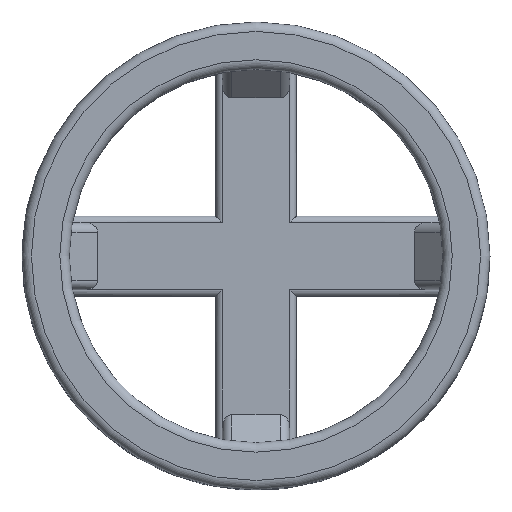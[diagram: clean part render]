
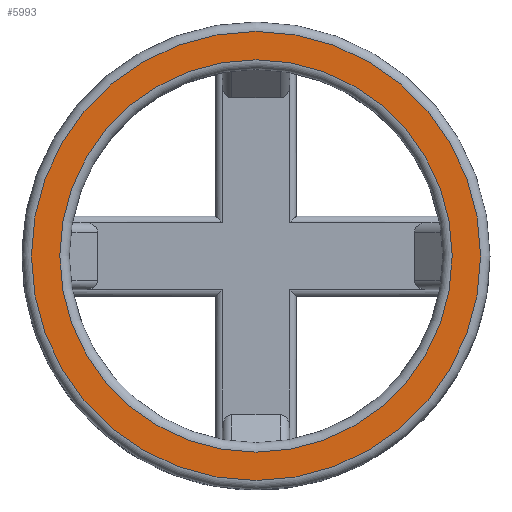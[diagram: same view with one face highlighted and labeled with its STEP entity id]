
A CAD part, top view. The second image highlights one B-rep face of the part: STEP entity #5993.
In plain terms, the highlighted planar face has unit normal (0, 0, 1).
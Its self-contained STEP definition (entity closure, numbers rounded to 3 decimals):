
#459 = TOROIDAL_SURFACE('',#460,20.75,1.);
#460 = AXIS2_PLACEMENT_3D('',#461,#462,#463);
#461 = CARTESIAN_POINT('',(0.,0.,21.));
#462 = DIRECTION('',(0.,0.,1.));
#463 = DIRECTION('',(1.,0.,-0.));
#4477 = VERTEX_POINT('',#4478);
#4478 = CARTESIAN_POINT('',(20.75,0.,22.));
#4498 = EDGE_CURVE('',#4477,#4477,#4499,.T.);
#4499 = SURFACE_CURVE('',#4500,(#4505,#4512),.PCURVE_S1.);
#4500 = CIRCLE('',#4501,20.75);
#4501 = AXIS2_PLACEMENT_3D('',#4502,#4503,#4504);
#4502 = CARTESIAN_POINT('',(0.,0.,22.));
#4503 = DIRECTION('',(0.,0.,1.));
#4504 = DIRECTION('',(1.,0.,-0.));
#4505 = PCURVE('',#459,#4506);
#4506 = DEFINITIONAL_REPRESENTATION('',(#4507),#4511);
#4507 = LINE('',#4508,#4509);
#4508 = CARTESIAN_POINT('',(0.,1.571));
#4509 = VECTOR('',#4510,1.);
#4510 = DIRECTION('',(1.,0.));
#4511 = ( GEOMETRIC_REPRESENTATION_CONTEXT(2) 
PARAMETRIC_REPRESENTATION_CONTEXT() REPRESENTATION_CONTEXT('2D SPACE',''
  ) );
#4512 = PCURVE('',#4513,#4518);
#4513 = PLANE('',#4514);
#4514 = AXIS2_PLACEMENT_3D('',#4515,#4516,#4517);
#4515 = CARTESIAN_POINT('',(0.,0.,22.)
  );
#4516 = DIRECTION('',(0.,0.,1.));
#4517 = DIRECTION('',(1.,0.,-0.));
#4518 = DEFINITIONAL_REPRESENTATION('',(#4519),#4523);
#4519 = CIRCLE('',#4520,20.75);
#4520 = AXIS2_PLACEMENT_2D('',#4521,#4522);
#4521 = CARTESIAN_POINT('',(0.,0.));
#4522 = DIRECTION('',(1.,0.));
#4523 = ( GEOMETRIC_REPRESENTATION_CONTEXT(2) 
PARAMETRIC_REPRESENTATION_CONTEXT() REPRESENTATION_CONTEXT('2D SPACE',''
  ) );
#5993 = ADVANCED_FACE('',(#5994,#6025),#4513,.T.);
#5994 = FACE_BOUND('',#5995,.T.);
#5995 = EDGE_LOOP('',(#5996));
#5996 = ORIENTED_EDGE('',*,*,#5997,.T.);
#5997 = EDGE_CURVE('',#5998,#5998,#6000,.T.);
#5998 = VERTEX_POINT('',#5999);
#5999 = CARTESIAN_POINT('',(23.75,0.,22.));
#6000 = SURFACE_CURVE('',#6001,(#6006,#6013),.PCURVE_S1.);
#6001 = CIRCLE('',#6002,23.75);
#6002 = AXIS2_PLACEMENT_3D('',#6003,#6004,#6005);
#6003 = CARTESIAN_POINT('',(0.,0.,22.));
#6004 = DIRECTION('',(0.,0.,1.));
#6005 = DIRECTION('',(1.,0.,-0.));
#6006 = PCURVE('',#4513,#6007);
#6007 = DEFINITIONAL_REPRESENTATION('',(#6008),#6012);
#6008 = CIRCLE('',#6009,23.75);
#6009 = AXIS2_PLACEMENT_2D('',#6010,#6011);
#6010 = CARTESIAN_POINT('',(0.,0.));
#6011 = DIRECTION('',(1.,0.));
#6012 = ( GEOMETRIC_REPRESENTATION_CONTEXT(2) 
PARAMETRIC_REPRESENTATION_CONTEXT() REPRESENTATION_CONTEXT('2D SPACE',''
  ) );
#6013 = PCURVE('',#6014,#6019);
#6014 = TOROIDAL_SURFACE('',#6015,23.75,1.);
#6015 = AXIS2_PLACEMENT_3D('',#6016,#6017,#6018);
#6016 = CARTESIAN_POINT('',(0.,0.,21.));
#6017 = DIRECTION('',(0.,0.,1.));
#6018 = DIRECTION('',(1.,0.,-0.));
#6019 = DEFINITIONAL_REPRESENTATION('',(#6020),#6024);
#6020 = LINE('',#6021,#6022);
#6021 = CARTESIAN_POINT('',(0.,1.571));
#6022 = VECTOR('',#6023,1.);
#6023 = DIRECTION('',(1.,0.));
#6024 = ( GEOMETRIC_REPRESENTATION_CONTEXT(2) 
PARAMETRIC_REPRESENTATION_CONTEXT() REPRESENTATION_CONTEXT('2D SPACE',''
  ) );
#6025 = FACE_BOUND('',#6026,.T.);
#6026 = EDGE_LOOP('',(#6027));
#6027 = ORIENTED_EDGE('',*,*,#4498,.F.);
